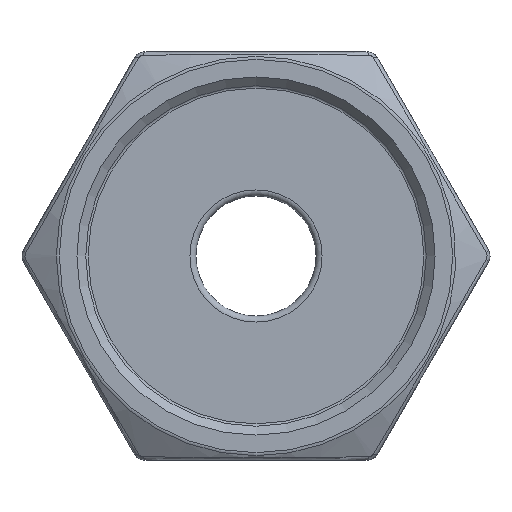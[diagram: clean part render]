
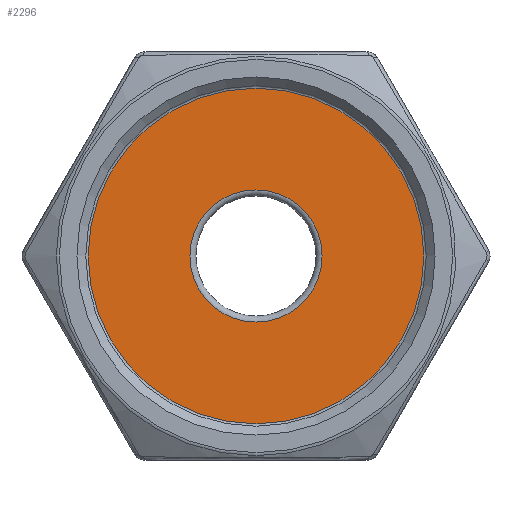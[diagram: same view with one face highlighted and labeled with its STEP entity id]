
A CAD part, left-side view. The second image highlights one B-rep face of the part: STEP entity #2296.
In plain terms, the highlighted planar face has unit normal (-1, 0, 0).
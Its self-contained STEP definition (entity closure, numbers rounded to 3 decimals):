
#993 = DIRECTION ( 'NONE',  ( 1., 0., 0. ) ) ;
#1171 = CARTESIAN_POINT ( 'NONE',  ( 24.8, 0., 27.928 ) ) ;
#1693 = AXIS2_PLACEMENT_3D ( 'NONE', #5455, #6904, #6672 ) ;
#1885 = EDGE_LOOP ( 'NONE', ( #10126 ) ) ;
#2296 = ADVANCED_FACE ( 'NONE', ( #9322, #14103 ), #9155, .F. ) ;
#2875 = CIRCLE ( 'NONE', #9017, 11. ) ;
#3251 = DIRECTION ( 'NONE',  ( 1., 0., 0. ) ) ;
#5455 = CARTESIAN_POINT ( 'NONE',  ( 24.8, 0., -28.428 ) ) ;
#5611 = DIRECTION ( 'NONE',  ( 0., 0., 1. ) ) ;
#5880 = CARTESIAN_POINT ( 'NONE',  ( 24.8, 0., 0. ) ) ;
#5966 = CIRCLE ( 'NONE', #12129, 27.928 ) ;
#6046 = VERTEX_POINT ( 'NONE', #1171 ) ;
#6394 = EDGE_LOOP ( 'NONE', ( #10147 ) ) ;
#6672 = DIRECTION ( 'NONE',  ( 0., 1., 0. ) ) ;
#6904 = DIRECTION ( 'NONE',  ( 1., 0., 0. ) ) ;
#7379 = EDGE_CURVE ( 'NONE', #13092, #13092, #2875, .T. ) ;
#8141 = DIRECTION ( 'NONE',  ( 0., 0., -1. ) ) ;
#8267 = CARTESIAN_POINT ( 'NONE',  ( 24.8, 0., 0. ) ) ;
#9017 = AXIS2_PLACEMENT_3D ( 'NONE', #5880, #3251, #8141 ) ;
#9155 = PLANE ( 'NONE',  #1693 ) ;
#9322 = FACE_BOUND ( 'NONE', #6394, .T. ) ;
#9962 = EDGE_CURVE ( 'NONE', #6046, #6046, #5966, .T. ) ;
#10126 = ORIENTED_EDGE ( 'NONE', *, *, #9962, .F. ) ;
#10147 = ORIENTED_EDGE ( 'NONE', *, *, #7379, .T. ) ;
#12129 = AXIS2_PLACEMENT_3D ( 'NONE', #8267, #993, #5611 ) ;
#12152 = CARTESIAN_POINT ( 'NONE',  ( 24.8, 0., -11. ) ) ;
#13092 = VERTEX_POINT ( 'NONE', #12152 ) ;
#14103 = FACE_OUTER_BOUND ( 'NONE', #1885, .T. ) ;
